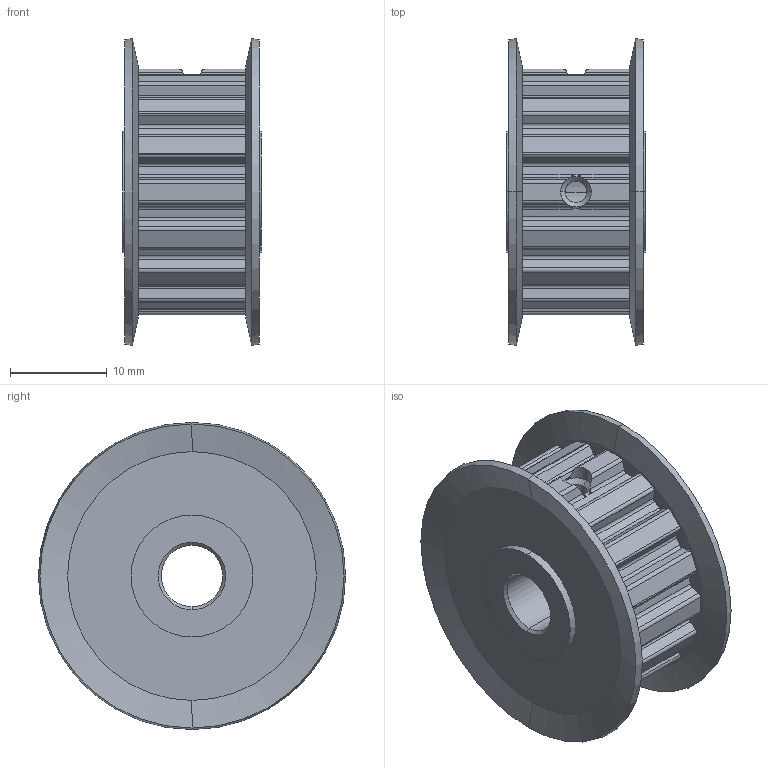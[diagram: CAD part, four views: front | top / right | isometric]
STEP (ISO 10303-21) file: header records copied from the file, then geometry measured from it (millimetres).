
FILE_DESCRIPTION (( 'STEP AP214' ), '1' );
FILE_NAME ('APB16XL037AF-250.step', '2015-04-08T21:03:43', ( '' ), ( '' ), 'SwSTEP 2.0', 'SolidWorks 2014', '' );
FILE_SCHEMA (( 'AUTOMOTIVE_DESIGN' ));
Length unit declared in the file: inch
Products named in the file (1): APB16XL037AF-250
Bounding box: 14.3 x 31.75 x 31.75 mm (x, y, z)
Volume: 6064.6 mm3; surface area: 3927.7 mm2
Topology: 1 solids, 1 shells, 207 faces, 577 edges, 373 vertices
Faces by surface type: cylinder 115, plane 60, cone 20, bspline 12
Entity records: 7002 total; most frequent: CARTESIAN_POINT 1590, DIRECTION 1154, ORIENTED_EDGE 1154, EDGE_CURVE 577, AXIS2_PLACEMENT_3D 435, VERTEX_POINT 373, LINE 284, VECTOR 284
